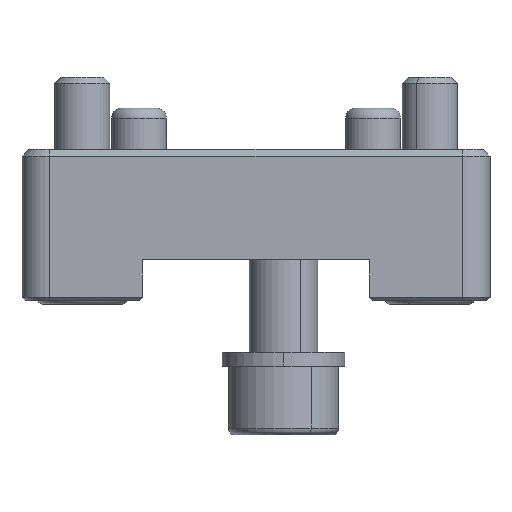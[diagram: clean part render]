
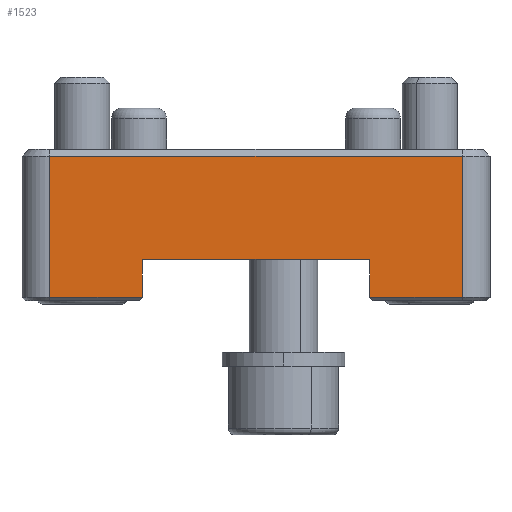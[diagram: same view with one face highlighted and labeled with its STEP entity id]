
A CAD part, left-side view. The second image highlights one B-rep face of the part: STEP entity #1523.
In plain terms, the highlighted planar face has unit normal (-1, 0, 0).
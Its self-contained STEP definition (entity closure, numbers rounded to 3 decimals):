
#1373=VERTEX_POINT('NONE',#3959);
#1387=VERTEX_POINT('NONE',#3977);
#1451=VERTEX_POINT('NONE',#4050);
#1523=ADVANCED_FACE('NONE',(#4148),#4149,.F.);
#1799=EDGE_CURVE('NONE',#1387,#1849,#4457,.T.);
#1849=VERTEX_POINT('NONE',#4512);
#2023=EDGE_CURVE('NONE',#1451,#2051,#4705,.T.);
#2051=VERTEX_POINT('NONE',#4734);
#2059=EDGE_CURVE('NONE',#3001,#1387,#4743,.T.);
#2123=EDGE_CURVE('NONE',#2585,#1373,#4811,.T.);
#2147=VERTEX_POINT('NONE',#4836);
#2293=EDGE_CURVE('NONE',#3007,#2653,#5001,.T.);
#2531=EDGE_CURVE('NONE',#2147,#3007,#5275,.T.);
#2585=VERTEX_POINT('NONE',#5338);
#2653=VERTEX_POINT('NONE',#5412);
#2821=EDGE_CURVE('NONE',#2653,#2585,#5600,.T.);
#3001=VERTEX_POINT('NONE',#5809);
#3007=VERTEX_POINT('NONE',#5815);
#3625=EDGE_CURVE('NONE',#1849,#2147,#6506,.T.);
#3895=EDGE_CURVE('NONE',#1373,#1451,#6806,.T.);
#3899=EDGE_CURVE('NONE',#2051,#3001,#6810,.T.);
#3959=CARTESIAN_POINT('',(0.5,16.5,-16.2));
#3977=CARTESIAN_POINT('',(0.5,-16.5,-21.5));
#4050=CARTESIAN_POINT('',(0.5,16.3,-16.0));
#4148=FACE_OUTER_BOUND('',#7122,.T.);
#4149=PLANE('',#7123);
#4457=LINE('',#7531,#7532);
#4512=CARTESIAN_POINT('',(0.5,-30.0,-21.5));
#4705=LINE('',#7860,#7861);
#4734=CARTESIAN_POINT('',(0.5,-16.3,-16.0));
#4743=LINE('',#7916,#7917);
#4811=LINE('',#8016,#8017);
#4836=CARTESIAN_POINT('',(0.5,-30.0,-1.));
#5001=LINE('',#8265,#8266);
#5275=LINE('',#8618,#8619);
#5338=CARTESIAN_POINT('',(0.5,16.5,-21.5));
#5412=CARTESIAN_POINT('',(0.5,30.0,-21.5));
#5600=LINE('',#9057,#9058);
#5809=CARTESIAN_POINT('',(0.5,-16.5,-16.2));
#5815=CARTESIAN_POINT('',(0.5,30.0,-1.));
#6506=LINE('',#10252,#10253);
#6806=CIRCLE('',#10654,0.2);
#6810=CIRCLE('',#10660,0.2);
#7122=EDGE_LOOP('',(#10961,#10962,#10963,#10964,#10965,#10966,#10967,#10968,#10969,#10970));
#7123=AXIS2_PLACEMENT_3D('',#10971,#10972,#10973);
#7531=CARTESIAN_POINT('',(0.5,-34.0,-21.5));
#7532=VECTOR('',#11318,1000.0);
#7860=CARTESIAN_POINT('',(0.5,-16.5,-16.0));
#7861=VECTOR('',#11614,1000.0);
#7916=CARTESIAN_POINT('',(0.5,-16.5,-30.0));
#7917=VECTOR('',#11644,1000.0);
#8016=CARTESIAN_POINT('',(0.5,16.5,-30.0));
#8017=VECTOR('',#11707,1000.0);
#8265=CARTESIAN_POINT('',(0.5,30.0,-22.0));
#8266=VECTOR('',#11943,1000.0);
#8618=CARTESIAN_POINT('',(0.5,30.0,-1.));
#8619=VECTOR('',#12327,1000.0);
#9057=CARTESIAN_POINT('',(0.5,-34.0,-21.5));
#9058=VECTOR('',#12728,1000.0);
#10252=CARTESIAN_POINT('',(0.5,-30.0,-22.0));
#10253=VECTOR('',#13868,1000.0);
#10654=AXIS2_PLACEMENT_3D('',#14213,#14214,#14215);
#10660=AXIS2_PLACEMENT_3D('',#14219,#14220,#14221);
#10961=ORIENTED_EDGE('',*,*,#2059,.T.);
#10962=ORIENTED_EDGE('',*,*,#1799,.T.);
#10963=ORIENTED_EDGE('',*,*,#3625,.T.);
#10964=ORIENTED_EDGE('',*,*,#2531,.T.);
#10965=ORIENTED_EDGE('',*,*,#2293,.T.);
#10966=ORIENTED_EDGE('',*,*,#2821,.T.);
#10967=ORIENTED_EDGE('',*,*,#2123,.T.);
#10968=ORIENTED_EDGE('',*,*,#3895,.T.);
#10969=ORIENTED_EDGE('',*,*,#2023,.T.);
#10970=ORIENTED_EDGE('',*,*,#3899,.T.);
#10971=CARTESIAN_POINT('',(0.5,-34.0,-22.0));
#10972=DIRECTION('',(1.0,0.,0.));
#10973=DIRECTION('',(0.,-1.0,0.));
#11318=DIRECTION('',(0.,-1.0,0.));
#11614=DIRECTION('',(0.,-1.0,0.));
#11644=DIRECTION('',(0.,0.,-1.0));
#11707=DIRECTION('',(0.,0.,1.0));
#11943=DIRECTION('',(0.,0.,-1.0));
#12327=DIRECTION('',(0.,1.0,0.));
#12728=DIRECTION('',(0.,-1.0,0.));
#13868=DIRECTION('',(0.,0.,1.0));
#14213=CARTESIAN_POINT('',(0.5,16.3,-16.2));
#14214=DIRECTION('',(1.0,0.,0.));
#14215=DIRECTION('',(0.,0.,1.0));
#14219=CARTESIAN_POINT('',(0.5,-16.3,-16.2));
#14220=DIRECTION('',(1.0,0.,0.));
#14221=DIRECTION('',(0.,0.,1.0));
